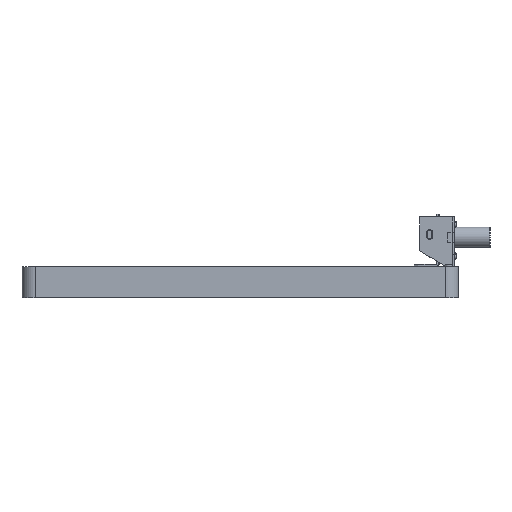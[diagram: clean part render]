
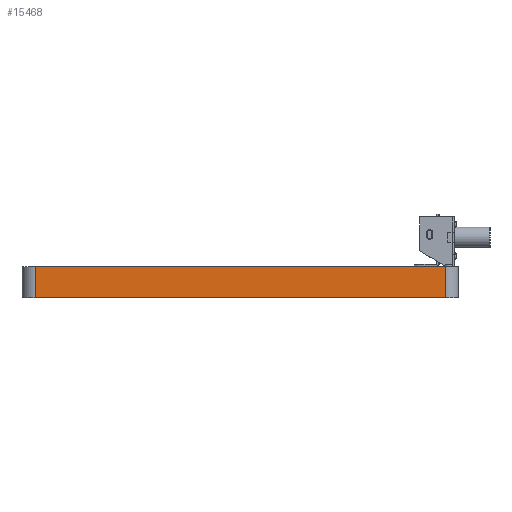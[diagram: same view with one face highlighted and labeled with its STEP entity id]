
A CAD part, front view. The second image highlights one B-rep face of the part: STEP entity #15468.
In plain terms, the highlighted planar face has unit normal (0, -1, 0).
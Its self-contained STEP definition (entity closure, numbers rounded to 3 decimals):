
#14331 = VERTEX_POINT('',#14332);
#14332 = CARTESIAN_POINT('',(116.,-145.3,0.));
#14339 = EDGE_CURVE('',#14340,#14331,#14342,.T.);
#14340 = VERTEX_POINT('',#14341);
#14341 = CARTESIAN_POINT('',(178.,-145.3,0.));
#14342 = LINE('',#14343,#14344);
#14343 = CARTESIAN_POINT('',(178.,-145.3,0.));
#14344 = VECTOR('',#14345,1.);
#14345 = DIRECTION('',(-1.,0.,0.));
#14920 = VERTEX_POINT('',#14921);
#14921 = CARTESIAN_POINT('',(116.,-145.3,4.69));
#14928 = EDGE_CURVE('',#14929,#14920,#14931,.T.);
#14929 = VERTEX_POINT('',#14930);
#14930 = CARTESIAN_POINT('',(178.,-145.3,4.69));
#14931 = LINE('',#14932,#14933);
#14932 = CARTESIAN_POINT('',(178.,-145.3,4.69));
#14933 = VECTOR('',#14934,1.);
#14934 = DIRECTION('',(-1.,0.,0.));
#15440 = EDGE_CURVE('',#14340,#14929,#15441,.T.);
#15441 = LINE('',#15442,#15443);
#15442 = CARTESIAN_POINT('',(178.,-145.3,0.));
#15443 = VECTOR('',#15444,1.);
#15444 = DIRECTION('',(0.,0.,1.));
#15468 = ADVANCED_FACE('',(#15469),#15480,.T.);
#15469 = FACE_BOUND('',#15470,.T.);
#15470 = EDGE_LOOP('',(#15471,#15472,#15473,#15479));
#15471 = ORIENTED_EDGE('',*,*,#15440,.T.);
#15472 = ORIENTED_EDGE('',*,*,#14928,.T.);
#15473 = ORIENTED_EDGE('',*,*,#15474,.F.);
#15474 = EDGE_CURVE('',#14331,#14920,#15475,.T.);
#15475 = LINE('',#15476,#15477);
#15476 = CARTESIAN_POINT('',(116.,-145.3,0.));
#15477 = VECTOR('',#15478,1.);
#15478 = DIRECTION('',(0.,0.,1.));
#15479 = ORIENTED_EDGE('',*,*,#14339,.F.);
#15480 = PLANE('',#15481);
#15481 = AXIS2_PLACEMENT_3D('',#15482,#15483,#15484);
#15482 = CARTESIAN_POINT('',(178.,-145.3,0.));
#15483 = DIRECTION('',(0.,-1.,0.));
#15484 = DIRECTION('',(-1.,0.,0.));
